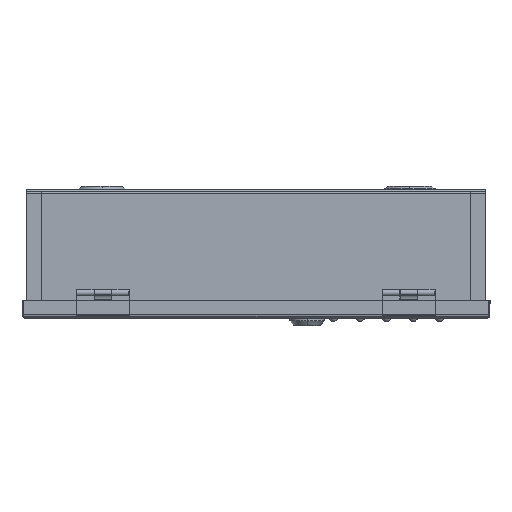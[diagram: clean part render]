
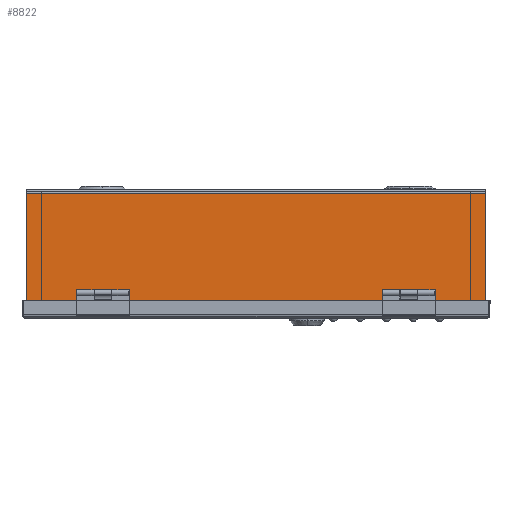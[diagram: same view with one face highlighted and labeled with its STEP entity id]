
A CAD part, left-side view. The second image highlights one B-rep face of the part: STEP entity #8822.
In plain terms, the highlighted planar face has unit normal (-1, 0, 0).
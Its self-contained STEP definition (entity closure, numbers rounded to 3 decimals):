
#1044 = EDGE_CURVE ( 'NONE', #80616, #65515, #23311, .T. ) ;
#1968 = VECTOR ( 'NONE', #144730, 1000. ) ;
#7560 = LINE ( 'NONE', #75477, #10398 ) ;
#8822 = ADVANCED_FACE ( 'NONE', ( #140748 ), #72699, .T. ) ;
#8824 = ORIENTED_EDGE ( 'NONE', *, *, #13292, .F. ) ;
#10398 = VECTOR ( 'NONE', #74729, 1000. ) ;
#13292 = EDGE_CURVE ( 'NONE', #129076, #65515, #77406, .T. ) ;
#23311 = LINE ( 'NONE', #92716, #38446 ) ;
#23751 = VECTOR ( 'NONE', #69730, 1000. ) ;
#27929 = CARTESIAN_POINT ( 'NONE',  ( -79., -130., 1. ) ) ;
#29788 = CARTESIAN_POINT ( 'NONE',  ( -79., -130., 70. ) ) ;
#38016 = CARTESIAN_POINT ( 'NONE',  ( -79., -99., 70.7 ) ) ;
#38446 = VECTOR ( 'NONE', #126700, 1000. ) ;
#46564 = AXIS2_PLACEMENT_3D ( 'NONE', #38016, #96143, #142244 ) ;
#57692 = LINE ( 'NONE', #103776, #23751 ) ;
#61887 = CARTESIAN_POINT ( 'NONE',  ( -79., 130., 70. ) ) ;
#62428 = CARTESIAN_POINT ( 'NONE',  ( -79., 130., 1. ) ) ;
#65515 = VERTEX_POINT ( 'NONE', #61887 ) ;
#69373 = EDGE_CURVE ( 'NONE', #80616, #99355, #57692, .T. ) ;
#69730 = DIRECTION ( 'NONE',  ( 0., 0., -1. ) ) ;
#72699 = PLANE ( 'NONE',  #46564 ) ;
#74729 = DIRECTION ( 'NONE',  ( 0., 1., 0. ) ) ;
#75477 = CARTESIAN_POINT ( 'NONE',  ( -79., 0., 1. ) ) ;
#77406 = LINE ( 'NONE', #145473, #1968 ) ;
#80616 = VERTEX_POINT ( 'NONE', #29788 ) ;
#90394 = ORIENTED_EDGE ( 'NONE', *, *, #125552, .F. ) ;
#92716 = CARTESIAN_POINT ( 'NONE',  ( -79., -99., 70. ) ) ;
#96143 = DIRECTION ( 'NONE',  ( -1., 0., 0. ) ) ;
#99355 = VERTEX_POINT ( 'NONE', #27929 ) ;
#103776 = CARTESIAN_POINT ( 'NONE',  ( -79., -130., 70.7 ) ) ;
#125552 = EDGE_CURVE ( 'NONE', #99355, #129076, #7560, .T. ) ;
#126700 = DIRECTION ( 'NONE',  ( 0., 1., 0. ) ) ;
#129076 = VERTEX_POINT ( 'NONE', #62428 ) ;
#130040 = EDGE_LOOP ( 'NONE', ( #135600, #146370, #8824, #90394 ) ) ;
#135600 = ORIENTED_EDGE ( 'NONE', *, *, #69373, .F. ) ;
#140748 = FACE_OUTER_BOUND ( 'NONE', #130040, .T. ) ;
#142244 = DIRECTION ( 'NONE',  ( 0., 0., 1. ) ) ;
#144730 = DIRECTION ( 'NONE',  ( 0., 0., 1. ) ) ;
#145473 = CARTESIAN_POINT ( 'NONE',  ( -79., 130., 70.7 ) ) ;
#146370 = ORIENTED_EDGE ( 'NONE', *, *, #1044, .T. ) ;
